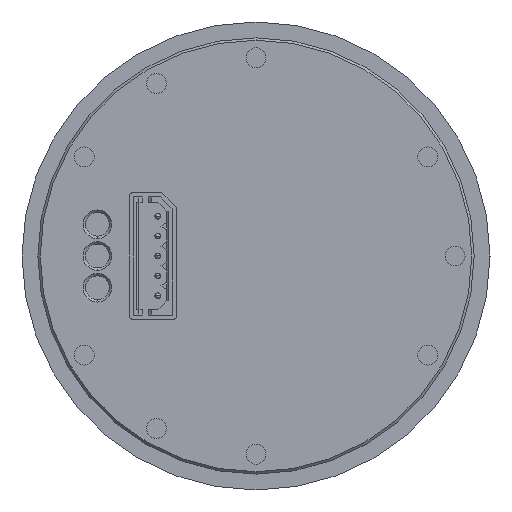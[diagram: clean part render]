
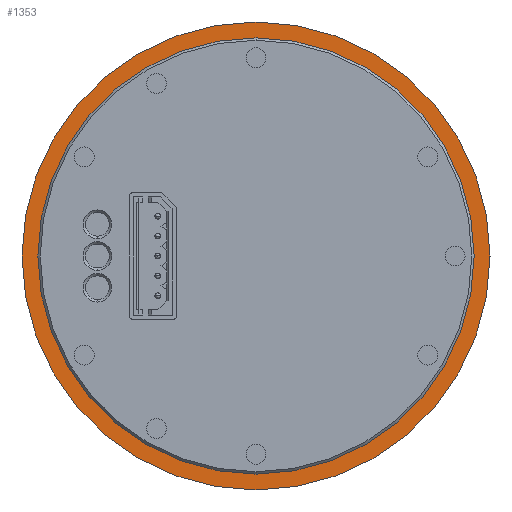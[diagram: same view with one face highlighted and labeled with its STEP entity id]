
A CAD part, left-side view. The second image highlights one B-rep face of the part: STEP entity #1353.
In plain terms, the highlighted planar face has unit normal (-1, 0, 0).
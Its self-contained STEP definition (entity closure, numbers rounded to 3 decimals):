
#367 = CARTESIAN_POINT ( 'NONE',  ( -5., 29.5, 0. ) ) ;
#582 = VERTEX_POINT ( 'NONE', #23690 ) ;
#1185 = AXIS2_PLACEMENT_3D ( 'NONE', #2933, #15255, #5644 ) ;
#1353 = ADVANCED_FACE ( 'NONE', ( #11135, #20358 ), #27428, .F. ) ;
#1942 = CIRCLE ( 'NONE', #5815, 29.5 ) ;
#2933 = CARTESIAN_POINT ( 'NONE',  ( -5., 0., 0. ) ) ;
#4452 = CARTESIAN_POINT ( 'NONE',  ( -5., 0., -29.5 ) ) ;
#5155 = ORIENTED_EDGE ( 'NONE', *, *, #31040, .F. ) ;
#5268 = CIRCLE ( 'NONE', #1185, 27.5 ) ;
#5644 = DIRECTION ( 'NONE',  ( 0., 0., 1. ) ) ;
#5815 = AXIS2_PLACEMENT_3D ( 'NONE', #11613, #31291, #11384 ) ;
#6019 = CARTESIAN_POINT ( 'NONE',  ( -5., 0., -27.5 ) ) ;
#6166 = VERTEX_POINT ( 'NONE', #24592 ) ;
#7258 = EDGE_CURVE ( 'NONE', #582, #15461, #5268, .T. ) ;
#7468 = CIRCLE ( 'NONE', #29440, 29.5 ) ;
#9463 = ORIENTED_EDGE ( 'NONE', *, *, #16591, .T. ) ;
#10327 = ORIENTED_EDGE ( 'NONE', *, *, #28369, .T. ) ;
#11135 = FACE_BOUND ( 'NONE', #14200, .T. ) ;
#11384 = DIRECTION ( 'NONE',  ( 0., 0., 1. ) ) ;
#11613 = CARTESIAN_POINT ( 'NONE',  ( -5., 0., 0. ) ) ;
#11824 = DIRECTION ( 'NONE',  ( -1., 0., 0. ) ) ;
#12347 = CIRCLE ( 'NONE', #26892, 27.5 ) ;
#12749 = EDGE_LOOP ( 'NONE', ( #9463, #10327 ) ) ;
#14200 = EDGE_LOOP ( 'NONE', ( #31080, #5155 ) ) ;
#15255 = DIRECTION ( 'NONE',  ( -1., 0., 0. ) ) ;
#15461 = VERTEX_POINT ( 'NONE', #6019 ) ;
#16591 = EDGE_CURVE ( 'NONE', #6166, #24446, #1942, .T. ) ;
#17123 = DIRECTION ( 'NONE',  ( 0., 0., 1. ) ) ;
#17636 = DIRECTION ( 'NONE',  ( 1., 0., 0. ) ) ;
#20358 = FACE_OUTER_BOUND ( 'NONE', #12749, .T. ) ;
#20657 = AXIS2_PLACEMENT_3D ( 'NONE', #367, #17636, #31937 ) ;
#21713 = CARTESIAN_POINT ( 'NONE',  ( -5., 0., 0. ) ) ;
#21816 = DIRECTION ( 'NONE',  ( 0., 0., 1. ) ) ;
#22090 = DIRECTION ( 'NONE',  ( -1., 0., 0. ) ) ;
#23690 = CARTESIAN_POINT ( 'NONE',  ( -5., 0., 27.5 ) ) ;
#24446 = VERTEX_POINT ( 'NONE', #4452 ) ;
#24592 = CARTESIAN_POINT ( 'NONE',  ( -5., 0., 29.5 ) ) ;
#26892 = AXIS2_PLACEMENT_3D ( 'NONE', #21713, #11824, #21816 ) ;
#27428 = PLANE ( 'NONE',  #20657 ) ;
#28369 = EDGE_CURVE ( 'NONE', #24446, #6166, #7468, .T. ) ;
#29376 = CARTESIAN_POINT ( 'NONE',  ( -5., 0., 0. ) ) ;
#29440 = AXIS2_PLACEMENT_3D ( 'NONE', #29376, #22090, #17123 ) ;
#31040 = EDGE_CURVE ( 'NONE', #15461, #582, #12347, .T. ) ;
#31080 = ORIENTED_EDGE ( 'NONE', *, *, #7258, .F. ) ;
#31291 = DIRECTION ( 'NONE',  ( -1., 0., 0. ) ) ;
#31937 = DIRECTION ( 'NONE',  ( 0., 0., -1. ) ) ;
